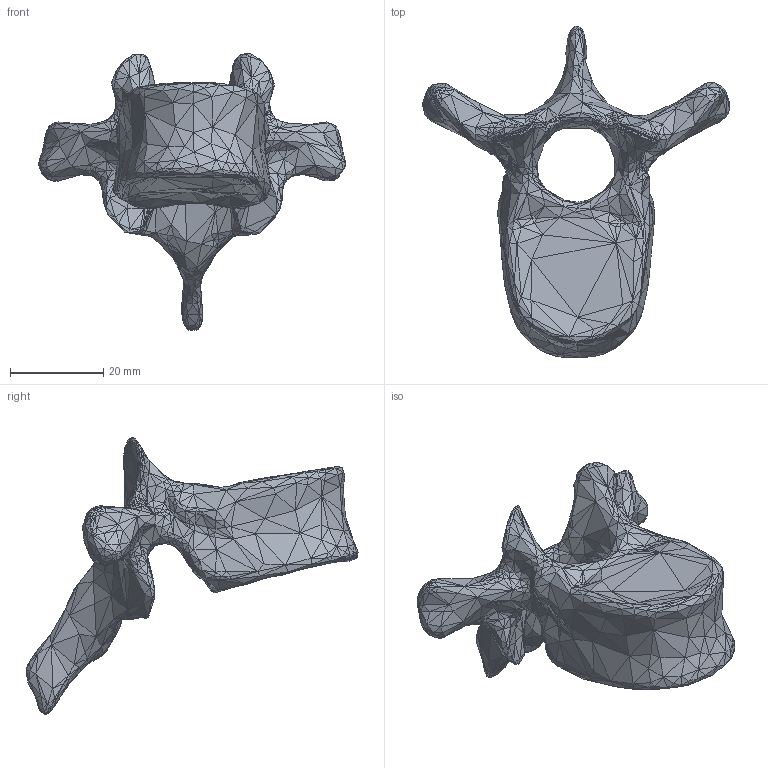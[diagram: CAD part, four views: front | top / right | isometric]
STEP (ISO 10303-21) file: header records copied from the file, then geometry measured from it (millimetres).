
FILE_DESCRIPTION (( 'STEP AP203' ), '1' );
FILE_NAME ('Eighth thoracic vertebra.step_Default_sldprt.STEP', '2022-06-21T14:47:49', ( '' ), ( '' ), 'SwSTEP 2.0', 'SolidWorks 2021', '' );
FILE_SCHEMA (( 'CONFIG_CONTROL_DESIGN' ));
Products named in the file (1): Eighth thoracic vertebra.step_Default_sldprt
Bounding box: 65.81 x 71.1 x 59.3 mm (x, y, z)
Volume: 27965.8 mm3; surface area: 8871.5 mm2
Topology: 1 solids, 1 shells, 2424 faces, 3636 edges, 1212 vertices
Faces by surface type: plane 2424
Entity records: 47353 total; most frequent: DIRECTION 8486, CARTESIAN_POINT 7273, ORIENTED_EDGE 7272, LINE 3636, EDGE_CURVE 3636, VECTOR 3636, AXIS2_PLACEMENT_3D 2425, EDGE_LOOP 2424
